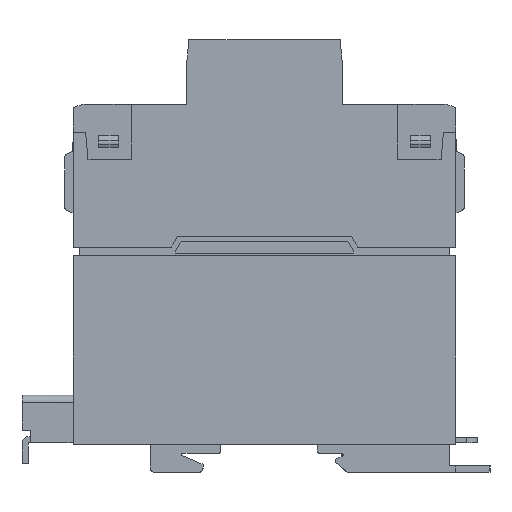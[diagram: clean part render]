
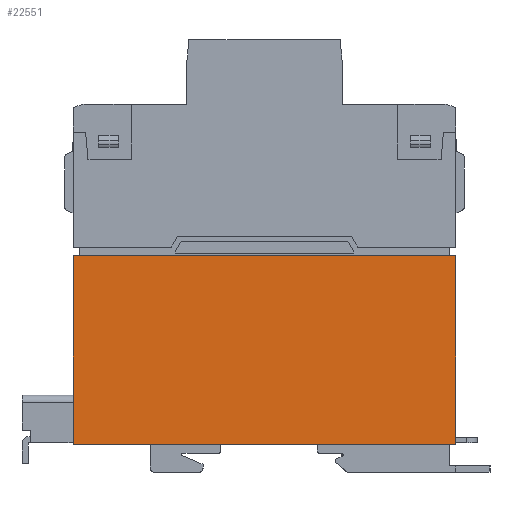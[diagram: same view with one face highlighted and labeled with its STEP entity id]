
A CAD part, left-side view. The second image highlights one B-rep face of the part: STEP entity #22551.
In plain terms, the highlighted planar face has unit normal (-1, 0, 0).
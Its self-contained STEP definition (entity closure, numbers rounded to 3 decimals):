
#22531=AXIS2_PLACEMENT_3D('Plane Axis2P3D',#22528,#22529,#22530) ;
#21559=CARTESIAN_POINT('Vertex',(0.15,8.,50.9)) ;
#21563=CARTESIAN_POINT('Control Point',(0.15,8.,6.6)) ;
#21564=CARTESIAN_POINT('Control Point',(0.15,8.,15.46)) ;
#21565=CARTESIAN_POINT('Control Point',(0.15,8.,24.32)) ;
#21566=CARTESIAN_POINT('Control Point',(0.15,8.,33.18)) ;
#21567=CARTESIAN_POINT('Control Point',(0.15,8.,42.04)) ;
#21568=CARTESIAN_POINT('Control Point',(0.15,8.,50.9)) ;
#21569=CARTESIAN_POINT('Vertex',(0.15,8.,6.6)) ;
#22495=CARTESIAN_POINT('Line Origine',(0.15,53.,50.9)) ;
#22499=CARTESIAN_POINT('Vertex',(0.15,98.,50.9)) ;
#22528=CARTESIAN_POINT('Axis2P3D Location',(0.15,8.,6.6)) ;
#22533=CARTESIAN_POINT('Line Origine',(0.15,53.,6.6)) ;
#22537=CARTESIAN_POINT('Vertex',(0.15,98.,6.6)) ;
#22540=CARTESIAN_POINT('Line Origine',(0.15,98.,28.75)) ;
#22496=DIRECTION('Vector Direction',(0.,1.,0.)) ;
#22529=DIRECTION('Axis2P3D Direction',(-1.,0.,0.)) ;
#22530=DIRECTION('Axis2P3D XDirection',(0.,0.,1.)) ;
#22534=DIRECTION('Vector Direction',(0.,1.,0.)) ;
#22541=DIRECTION('Vector Direction',(0.,0.,1.)) ;
#22497=VECTOR('Line Direction',#22496,1.) ;
#22535=VECTOR('Line Direction',#22534,1.) ;
#22542=VECTOR('Line Direction',#22541,1.) ;
#22546=ORIENTED_EDGE('',*,*,#22539,.F.) ;
#22547=ORIENTED_EDGE('',*,*,#21571,.F.) ;
#22548=ORIENTED_EDGE('',*,*,#22501,.T.) ;
#22549=ORIENTED_EDGE('',*,*,#22544,.F.) ;
#22551=ADVANCED_FACE('RELAIS',(#22550),#22532,.T.) ;
#21562=B_SPLINE_CURVE_WITH_KNOTS('',5,(#21563,#21564,#21565,#21566,#21567,#21568),.UNSPECIFIED.,.F.,.U.,(6,6),(0.,44.3),.UNSPECIFIED.) ;
#21571=EDGE_CURVE('',#21560,#21570,#21562,.F.) ;
#22501=EDGE_CURVE('',#21560,#22500,#22498,.T.) ;
#22539=EDGE_CURVE('',#21570,#22538,#22536,.T.) ;
#22544=EDGE_CURVE('',#22538,#22500,#22543,.T.) ;
#22545=EDGE_LOOP('',(#22546,#22547,#22548,#22549)) ;
#22550=FACE_OUTER_BOUND('',#22545,.T.) ;
#22498=LINE('Line',#22495,#22497) ;
#22536=LINE('Line',#22533,#22535) ;
#22543=LINE('Line',#22540,#22542) ;
#22532=PLANE('',#22531) ;
#21560=VERTEX_POINT('',#21559) ;
#21570=VERTEX_POINT('',#21569) ;
#22500=VERTEX_POINT('',#22499) ;
#22538=VERTEX_POINT('',#22537) ;
